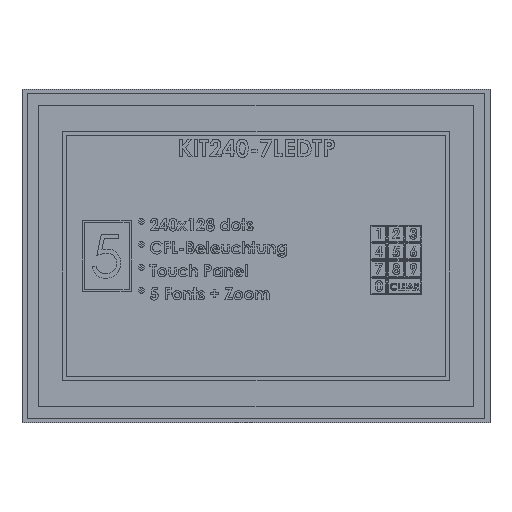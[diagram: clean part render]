
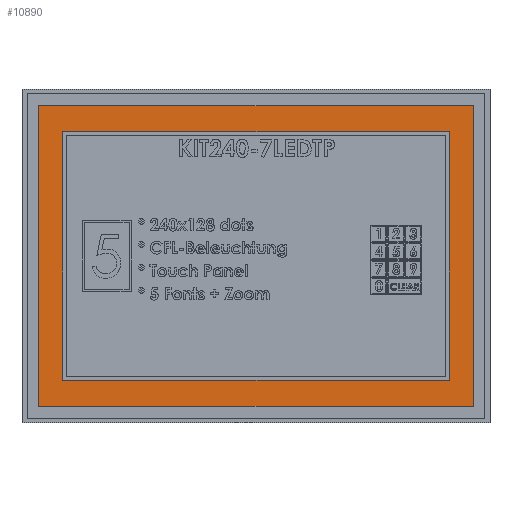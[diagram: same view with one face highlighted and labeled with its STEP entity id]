
A CAD part, top view. The second image highlights one B-rep face of the part: STEP entity #10890.
In plain terms, the highlighted free-form (B-spline) face has degree [1, 1] with [2, 2] control points.
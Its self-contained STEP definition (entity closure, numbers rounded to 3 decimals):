
#10890 = ADVANCED_FACE('',(#10891,#10921),#10951,.F.);
#10891 = FACE_BOUND('',#10892,.T.);
#10892 = EDGE_LOOP('',(#10893,#10902,#10909,#10916));
#10893 = ORIENTED_EDGE('',*,*,#10894,.T.);
#10894 = EDGE_CURVE('',#10895,#10897,#10899,.T.);
#10895 = VERTEX_POINT('',#10896);
#10896 = CARTESIAN_POINT('',(-47.025,50.584,
    -2.338));
#10897 = VERTEX_POINT('',#10898);
#10898 = CARTESIAN_POINT('',(-47.025,129.262,
    -2.338));
#10899 = B_SPLINE_CURVE_WITH_KNOTS('',1,(#10900,#10901),.UNSPECIFIED.,
  .F.,.F.,(2,2),(0.,91.923),.PIECEWISE_BEZIER_KNOTS.);
#10900 = CARTESIAN_POINT('',(-47.025,50.584,
    -2.338));
#10901 = CARTESIAN_POINT('',(-47.025,129.262,
    -2.338));
#10902 = ORIENTED_EDGE('',*,*,#10903,.T.);
#10903 = EDGE_CURVE('',#10897,#10904,#10906,.T.);
#10904 = VERTEX_POINT('',#10905);
#10905 = CARTESIAN_POINT('',(-160.792,129.262,
    -2.338));
#10906 = B_SPLINE_CURVE_WITH_KNOTS('',1,(#10907,#10908),.UNSPECIFIED.,
  .F.,.F.,(2,2),(-132.918,-0.),.PIECEWISE_BEZIER_KNOTS.);
#10907 = CARTESIAN_POINT('',(-47.025,129.262,
    -2.338));
#10908 = CARTESIAN_POINT('',(-160.792,129.262,
    -2.338));
#10909 = ORIENTED_EDGE('',*,*,#10910,.T.);
#10910 = EDGE_CURVE('',#10904,#10911,#10913,.T.);
#10911 = VERTEX_POINT('',#10912);
#10912 = CARTESIAN_POINT('',(-160.792,50.584,
    -2.338));
#10913 = B_SPLINE_CURVE_WITH_KNOTS('',1,(#10914,#10915),.UNSPECIFIED.,
  .F.,.F.,(2,2),(-91.923,-0.),.PIECEWISE_BEZIER_KNOTS.);
#10914 = CARTESIAN_POINT('',(-160.792,129.262,
    -2.338));
#10915 = CARTESIAN_POINT('',(-160.792,50.584,
    -2.338));
#10916 = ORIENTED_EDGE('',*,*,#10917,.T.);
#10917 = EDGE_CURVE('',#10911,#10895,#10918,.T.);
#10918 = B_SPLINE_CURVE_WITH_KNOTS('',1,(#10919,#10920),.UNSPECIFIED.,
  .F.,.F.,(2,2),(0.,132.918),.PIECEWISE_BEZIER_KNOTS.);
#10919 = CARTESIAN_POINT('',(-160.792,50.584,
    -2.338));
#10920 = CARTESIAN_POINT('',(-47.025,50.584,
    -2.338));
#10921 = FACE_BOUND('',#10922,.T.);
#10922 = EDGE_LOOP('',(#10923,#10932,#10939,#10946));
#10923 = ORIENTED_EDGE('',*,*,#10924,.T.);
#10924 = EDGE_CURVE('',#10925,#10927,#10929,.T.);
#10925 = VERTEX_POINT('',#10926);
#10926 = CARTESIAN_POINT('',(-154.432,57.406,
    -2.338));
#10927 = VERTEX_POINT('',#10928);
#10928 = CARTESIAN_POINT('',(-154.432,122.441,
    -2.338));
#10929 = B_SPLINE_CURVE_WITH_KNOTS('',1,(#10930,#10931),.UNSPECIFIED.,
  .F.,.F.,(2,2),(-37.992,37.992),
  .PIECEWISE_BEZIER_KNOTS.);
#10930 = CARTESIAN_POINT('',(-154.432,57.406,
    -2.338));
#10931 = CARTESIAN_POINT('',(-154.432,122.441,
    -2.338));
#10932 = ORIENTED_EDGE('',*,*,#10933,.T.);
#10933 = EDGE_CURVE('',#10927,#10934,#10936,.T.);
#10934 = VERTEX_POINT('',#10935);
#10935 = CARTESIAN_POINT('',(-53.385,122.441,
    -2.338));
#10936 = B_SPLINE_CURVE_WITH_KNOTS('',1,(#10937,#10938),.UNSPECIFIED.,
  .F.,.F.,(2,2),(-59.028,59.028),
  .PIECEWISE_BEZIER_KNOTS.);
#10937 = CARTESIAN_POINT('',(-154.432,122.441,
    -2.338));
#10938 = CARTESIAN_POINT('',(-53.385,122.441,
    -2.338));
#10939 = ORIENTED_EDGE('',*,*,#10940,.F.);
#10940 = EDGE_CURVE('',#10941,#10934,#10943,.T.);
#10941 = VERTEX_POINT('',#10942);
#10942 = CARTESIAN_POINT('',(-53.385,57.406,
    -2.338));
#10943 = B_SPLINE_CURVE_WITH_KNOTS('',1,(#10944,#10945),.UNSPECIFIED.,
  .F.,.F.,(2,2),(-37.992,37.992),
  .PIECEWISE_BEZIER_KNOTS.);
#10944 = CARTESIAN_POINT('',(-53.385,57.406,
    -2.338));
#10945 = CARTESIAN_POINT('',(-53.385,122.441,
    -2.338));
#10946 = ORIENTED_EDGE('',*,*,#10947,.F.);
#10947 = EDGE_CURVE('',#10925,#10941,#10948,.T.);
#10948 = B_SPLINE_CURVE_WITH_KNOTS('',1,(#10949,#10950),.UNSPECIFIED.,
  .F.,.F.,(2,2),(-59.028,59.028),
  .PIECEWISE_BEZIER_KNOTS.);
#10949 = CARTESIAN_POINT('',(-154.432,57.406,
    -2.338));
#10950 = CARTESIAN_POINT('',(-53.385,57.406,
    -2.338));
#10951 = B_SPLINE_SURFACE_WITH_KNOTS('',1,1,(
    (#10952,#10953)
    ,(#10954,#10955
    )),.UNSPECIFIED.,.F.,.F.,.F.,(2,2),(2,2),(-66.459,66.459),(
    -45.961,45.961),.PIECEWISE_BEZIER_KNOTS.);
#10952 = CARTESIAN_POINT('',(-47.025,50.584,
    -2.338));
#10953 = CARTESIAN_POINT('',(-47.025,129.262,
    -2.338));
#10954 = CARTESIAN_POINT('',(-160.792,50.584,
    -2.338));
#10955 = CARTESIAN_POINT('',(-160.792,129.262,
    -2.338));
